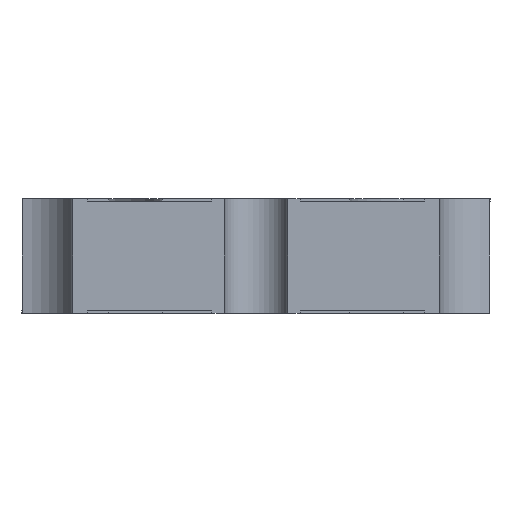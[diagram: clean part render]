
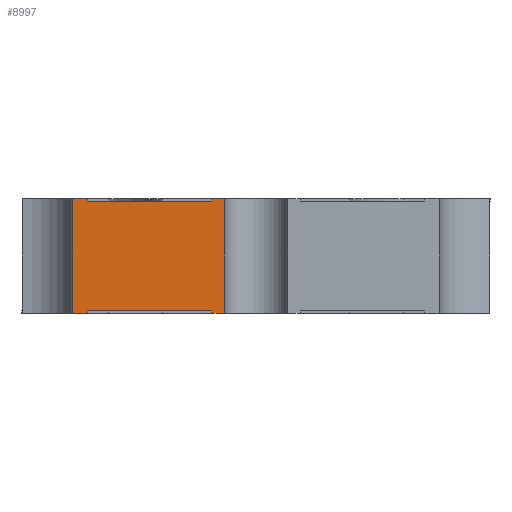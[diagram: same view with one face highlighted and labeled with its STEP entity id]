
A CAD part, left-side view. The second image highlights one B-rep face of the part: STEP entity #8997.
In plain terms, the highlighted planar face has unit normal (-1, 0, 0).
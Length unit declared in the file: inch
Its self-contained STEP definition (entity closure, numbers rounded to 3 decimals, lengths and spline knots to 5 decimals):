
#378 = ORIENTED_EDGE ( 'NONE', *, *, #3029, .T. ) ;
#565 = CARTESIAN_POINT ( 'NONE',  ( -0.28, 0.02366, 0.002 ) ) ;
#766 = VECTOR ( 'NONE', #8948, 39.37008 ) ;
#1060 = EDGE_LOOP ( 'NONE', ( #2746, #378, #3592, #10886, #5896, #4062, #1419, #5121, #3886, #6913, #4661, #4603 ) ) ;
#1083 = VECTOR ( 'NONE', #8517, 39.37008 ) ;
#1278 = CARTESIAN_POINT ( 'NONE',  ( -0.28, 0.033, 0.086 ) ) ;
#1356 = PLANE ( 'NONE',  #5952 ) ;
#1376 = VERTEX_POINT ( 'NONE', #8642 ) ;
#1419 = ORIENTED_EDGE ( 'NONE', *, *, #10509, .F. ) ;
#1438 = CARTESIAN_POINT ( 'NONE',  ( -0.28, 0.02366, 0. ) ) ;
#1451 = EDGE_CURVE ( 'NONE', #3211, #5005, #3034, .T. ) ;
#1465 = CARTESIAN_POINT ( 'NONE',  ( -0.28, 0.033, 0.084 ) ) ;
#1472 = LINE ( 'NONE', #10788, #10896 ) ;
#1503 = CARTESIAN_POINT ( 'NONE',  ( -0.28, 0.126, 0.002 ) ) ;
#1658 = VECTOR ( 'NONE', #10159, 39.37008 ) ;
#1803 = CARTESIAN_POINT ( 'NONE',  ( -0.28, 0.126, 0. ) ) ;
#2214 = LINE ( 'NONE', #9792, #766 ) ;
#2336 = DIRECTION ( 'NONE',  ( 0., -1., 0. ) ) ;
#2568 = CARTESIAN_POINT ( 'NONE',  ( -0.28, 0.13689, 0. ) ) ;
#2746 = ORIENTED_EDGE ( 'NONE', *, *, #9077, .F. ) ;
#2815 = CARTESIAN_POINT ( 'NONE',  ( -0.28, 0.02366, 0.086 ) ) ;
#3029 = EDGE_CURVE ( 'NONE', #7532, #8469, #9697, .T. ) ;
#3034 = LINE ( 'NONE', #8139, #5978 ) ;
#3211 = VERTEX_POINT ( 'NONE', #2568 ) ;
#3275 = DIRECTION ( 'NONE',  ( 0., 0., -1. ) ) ;
#3426 = VECTOR ( 'NONE', #9945, 39.37008 ) ;
#3480 = CARTESIAN_POINT ( 'NONE',  ( -0.28, 0.033, 0.002 ) ) ;
#3592 = ORIENTED_EDGE ( 'NONE', *, *, #8537, .T. ) ;
#3612 = CARTESIAN_POINT ( 'NONE',  ( -0.28, 0.033, 0.084 ) ) ;
#3636 = VECTOR ( 'NONE', #11108, 39.37008 ) ;
#3877 = LINE ( 'NONE', #8753, #8429 ) ;
#3880 = LINE ( 'NONE', #7287, #9890 ) ;
#3886 = ORIENTED_EDGE ( 'NONE', *, *, #9553, .T. ) ;
#4062 = ORIENTED_EDGE ( 'NONE', *, *, #1451, .T. ) ;
#4256 = VERTEX_POINT ( 'NONE', #9638 ) ;
#4592 = CARTESIAN_POINT ( 'NONE',  ( -0.28, -0.179, 0.084 ) ) ;
#4603 = ORIENTED_EDGE ( 'NONE', *, *, #9410, .T. ) ;
#4616 = FACE_OUTER_BOUND ( 'NONE', #1060, .T. ) ;
#4661 = ORIENTED_EDGE ( 'NONE', *, *, #7171, .F. ) ;
#4844 = EDGE_CURVE ( 'NONE', #9928, #3211, #1472, .T. ) ;
#4852 = VECTOR ( 'NONE', #2336, 39.37008 ) ;
#4942 = LINE ( 'NONE', #1465, #3426 ) ;
#4961 = CARTESIAN_POINT ( 'NONE',  ( -0.28, 0.033, 0.002 ) ) ;
#5005 = VERTEX_POINT ( 'NONE', #1803 ) ;
#5121 = ORIENTED_EDGE ( 'NONE', *, *, #8028, .T. ) ;
#5270 = LINE ( 'NONE', #6732, #1658 ) ;
#5896 = ORIENTED_EDGE ( 'NONE', *, *, #4844, .T. ) ;
#5952 = AXIS2_PLACEMENT_3D ( 'NONE', #565, #10161, #10049 ) ;
#5978 = VECTOR ( 'NONE', #9873, 39.37008 ) ;
#6006 = CARTESIAN_POINT ( 'NONE',  ( -0.28, -0.179, 0.086 ) ) ;
#6157 = VERTEX_POINT ( 'NONE', #4961 ) ;
#6207 = LINE ( 'NONE', #7832, #9342 ) ;
#6308 = CARTESIAN_POINT ( 'NONE',  ( -0.28, 0.126, 0.084 ) ) ;
#6721 = LINE ( 'NONE', #3480, #1083 ) ;
#6732 = CARTESIAN_POINT ( 'NONE',  ( -0.28, 0.033, 0.002 ) ) ;
#6875 = VERTEX_POINT ( 'NONE', #1278 ) ;
#6888 = EDGE_CURVE ( 'NONE', #4256, #1376, #8342, .T. ) ;
#6913 = ORIENTED_EDGE ( 'NONE', *, *, #6888, .T. ) ;
#7171 = EDGE_CURVE ( 'NONE', #7641, #1376, #6207, .T. ) ;
#7287 = CARTESIAN_POINT ( 'NONE',  ( -0.28, 0.126, 0.002 ) ) ;
#7532 = VERTEX_POINT ( 'NONE', #3612 ) ;
#7641 = VERTEX_POINT ( 'NONE', #2815 ) ;
#7661 = CARTESIAN_POINT ( 'NONE',  ( -0.28, 0.13689, 0.086 ) ) ;
#7784 = DIRECTION ( 'NONE',  ( 0., 0., -1. ) ) ;
#7832 = CARTESIAN_POINT ( 'NONE',  ( -0.28, 0.02366, 0.002 ) ) ;
#7897 = EDGE_CURVE ( 'NONE', #10906, #9928, #9315, .T. ) ;
#8010 = DIRECTION ( 'NONE',  ( 0., 1., 0. ) ) ;
#8028 = EDGE_CURVE ( 'NONE', #8173, #6157, #5270, .T. ) ;
#8139 = CARTESIAN_POINT ( 'NONE',  ( -0.28, 0.02366, 0. ) ) ;
#8173 = VERTEX_POINT ( 'NONE', #1503 ) ;
#8342 = LINE ( 'NONE', #1438, #4852 ) ;
#8429 = VECTOR ( 'NONE', #9872, 39.37008 ) ;
#8469 = VERTEX_POINT ( 'NONE', #6308 ) ;
#8517 = DIRECTION ( 'NONE',  ( 0., 0., -1. ) ) ;
#8537 = EDGE_CURVE ( 'NONE', #8469, #10906, #2214, .T. ) ;
#8642 = CARTESIAN_POINT ( 'NONE',  ( -0.28, 0.02366, 0. ) ) ;
#8753 = CARTESIAN_POINT ( 'NONE',  ( -0.28, -0.179, 0.086 ) ) ;
#8948 = DIRECTION ( 'NONE',  ( 0., 0., 1. ) ) ;
#8997 = ADVANCED_FACE ( 'NONE', ( #4616 ), #1356, .F. ) ;
#9077 = EDGE_CURVE ( 'NONE', #7532, #6875, #4942, .T. ) ;
#9315 = LINE ( 'NONE', #6006, #3636 ) ;
#9342 = VECTOR ( 'NONE', #7784, 39.37008 ) ;
#9410 = EDGE_CURVE ( 'NONE', #7641, #6875, #3877, .T. ) ;
#9465 = VECTOR ( 'NONE', #8010, 39.37008 ) ;
#9553 = EDGE_CURVE ( 'NONE', #6157, #4256, #6721, .T. ) ;
#9638 = CARTESIAN_POINT ( 'NONE',  ( -0.28, 0.033, 0. ) ) ;
#9697 = LINE ( 'NONE', #4592, #9465 ) ;
#9792 = CARTESIAN_POINT ( 'NONE',  ( -0.28, 0.126, 0.084 ) ) ;
#9872 = DIRECTION ( 'NONE',  ( 0., 1., 0. ) ) ;
#9873 = DIRECTION ( 'NONE',  ( 0., -1., 0. ) ) ;
#9890 = VECTOR ( 'NONE', #10549, 39.37008 ) ;
#9928 = VERTEX_POINT ( 'NONE', #7661 ) ;
#9945 = DIRECTION ( 'NONE',  ( 0., 0., 1. ) ) ;
#10049 = DIRECTION ( 'NONE',  ( 0., 0., -1. ) ) ;
#10159 = DIRECTION ( 'NONE',  ( 0., -1., 0. ) ) ;
#10161 = DIRECTION ( 'NONE',  ( 1., 0., 0. ) ) ;
#10509 = EDGE_CURVE ( 'NONE', #8173, #5005, #3880, .T. ) ;
#10549 = DIRECTION ( 'NONE',  ( 0., 0., -1. ) ) ;
#10648 = CARTESIAN_POINT ( 'NONE',  ( -0.28, 0.126, 0.086 ) ) ;
#10788 = CARTESIAN_POINT ( 'NONE',  ( -0.28, 0.13689, 0.002 ) ) ;
#10886 = ORIENTED_EDGE ( 'NONE', *, *, #7897, .T. ) ;
#10896 = VECTOR ( 'NONE', #3275, 39.37008 ) ;
#10906 = VERTEX_POINT ( 'NONE', #10648 ) ;
#11108 = DIRECTION ( 'NONE',  ( 0., 1., 0. ) ) ;
